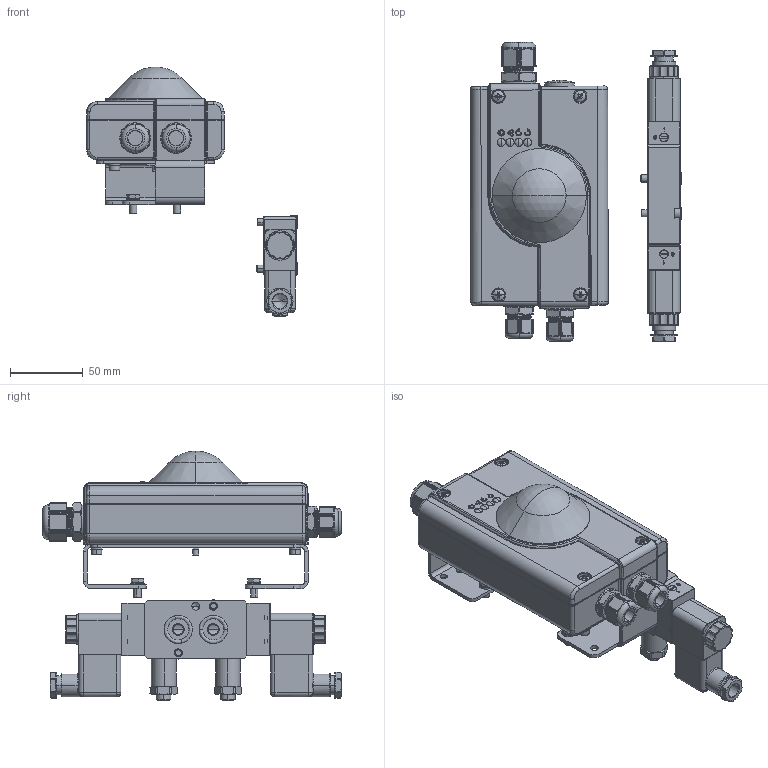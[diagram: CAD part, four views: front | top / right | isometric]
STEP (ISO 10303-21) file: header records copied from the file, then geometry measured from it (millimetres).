
FILE_DESCRIPTION(('HOOPS Exchange Step'),'2;1');
FILE_NAME('60102125_Magnetventilgruppe zu PN2-D-M.stp','2024-12-16T14:46:03+01:00',('nieru'),('Unknown organisation'),'HOOPS Exchange 2024.2','HOOPS Exchange','Unknown authorisation');
FILE_SCHEMA( ('AP203_CONFIGURATION_CONTROLLED_3D_DESIGN_OF_MECHANICAL_PARTS_AND_ASSEMBLIES_MIM_LF') );
Length unit declared in the file: millimetre
Products named in the file (3): 0; root
Assembly tree (2 placements, depth 2):
  root
    0
    0
Bounding box: 144.5 x 204.69 x 171.23 mm (x, y, z)
Volume: 850699 mm3; surface area: 204447.7 mm2
Topology: 59 solids, 59 shells, 2584 faces, 6586 edges, 4169 vertices
Faces by surface type: plane 1144, cylinder 652, bspline 278, torus 262, cone 187, sphere 61
Full cylindrical faces by diameter (mm): 5.5 x2, 6 x1, 10 x1, 15.487 x6, 16 x1, 19.358 x3, 54 x1, 56.5 x1
Entity records: 130462 total; most frequent: CARTESIAN_POINT 70322, ORIENTED_EDGE 13068, DIRECTION 11791, EDGE_CURVE 6534, AXIS2_PLACEMENT_3D 4529, VERTEX_POINT 4169, EDGE_LOOP 2741, FACE_BOUND 2741
